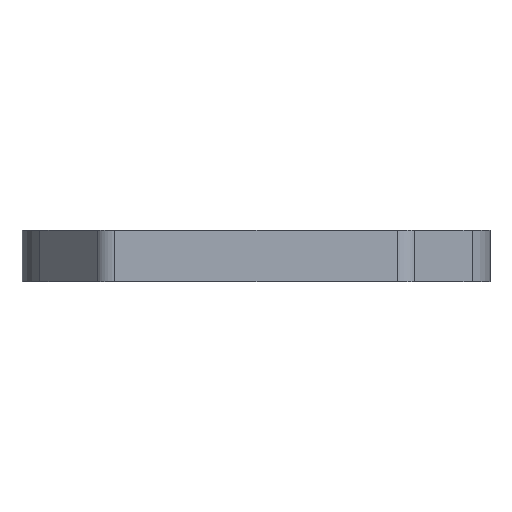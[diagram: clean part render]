
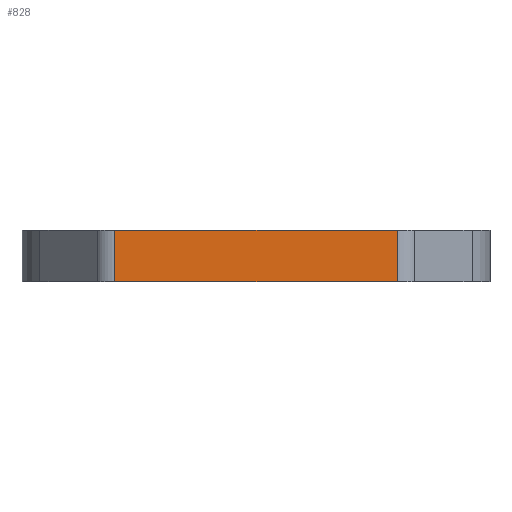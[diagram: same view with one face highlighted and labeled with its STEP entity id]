
A CAD part, left-side view. The second image highlights one B-rep face of the part: STEP entity #828.
In plain terms, the highlighted planar face has unit normal (-1, 0, 0).
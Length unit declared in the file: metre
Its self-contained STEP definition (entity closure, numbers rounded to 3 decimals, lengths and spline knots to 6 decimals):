
#132=ORIENTED_EDGE('',*,*,#345,.T.);
#133=ORIENTED_EDGE('',*,*,#346,.F.);
#134=ORIENTED_EDGE('',*,*,#347,.F.);
#135=ORIENTED_EDGE('',*,*,#343,.T.);
#343=EDGE_CURVE('',#445,#444,#532,.T.);
#345=EDGE_CURVE('',#444,#446,#533,.T.);
#346=EDGE_CURVE('',#447,#446,#534,.T.);
#347=EDGE_CURVE('',#445,#447,#535,.T.);
#444=VERTEX_POINT('',#1295);
#445=VERTEX_POINT('',#1297);
#446=VERTEX_POINT('',#1301);
#447=VERTEX_POINT('',#1303);
#532=LINE('',#1296,#612);
#533=LINE('',#1300,#613);
#534=LINE('',#1302,#614);
#535=LINE('',#1304,#615);
#612=VECTOR('',#1039,1.);
#613=VECTOR('',#1044,1.);
#614=VECTOR('',#1045,1.);
#615=VECTOR('',#1046,1.);
#654=EDGE_LOOP('',(#132,#133,#134,#135));
#728=FACE_BOUND('',#654,.T.);
#800=PLANE('',#887);
#828=ADVANCED_FACE('',(#728),#800,.F.);
#887=AXIS2_PLACEMENT_3D('',#1299,#1042,#1043);
#1039=DIRECTION('',(0.,0.,-1.));
#1042=DIRECTION('',(1.,0.,0.));
#1043=DIRECTION('',(0.,1.,0.));
#1044=DIRECTION('',(0.,-1.,0.));
#1045=DIRECTION('',(0.,0.,-1.));
#1046=DIRECTION('',(0.,-1.,0.));
#1295=CARTESIAN_POINT('',(-0.02125,0.0175,0.));
#1296=CARTESIAN_POINT('',(-0.02125,0.0175,0.00635));
#1297=CARTESIAN_POINT('',(-0.02125,0.0175,0.00635));
#1299=CARTESIAN_POINT('',(-0.02125,0.,0.00635));
#1300=CARTESIAN_POINT('',(-0.02125,0.,0.));
#1301=CARTESIAN_POINT('',(-0.02125,-0.0175,0.));
#1302=CARTESIAN_POINT('',(-0.02125,-0.0175,0.00635));
#1303=CARTESIAN_POINT('',(-0.02125,-0.0175,0.00635));
#1304=CARTESIAN_POINT('',(-0.02125,0.,0.00635));
